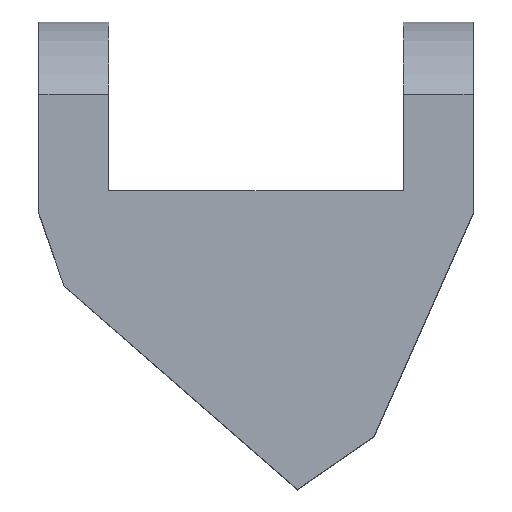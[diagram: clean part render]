
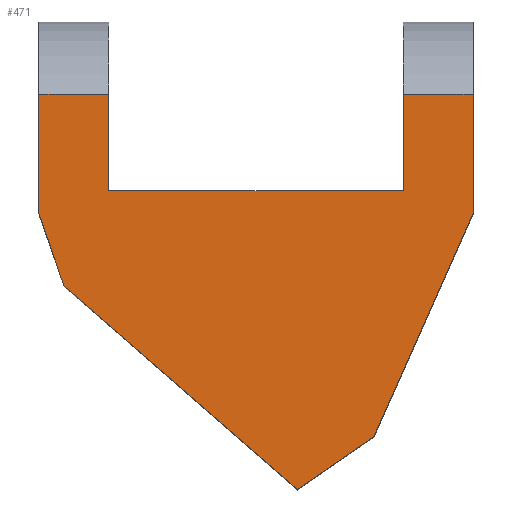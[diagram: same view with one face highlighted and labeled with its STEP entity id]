
A CAD part, top view. The second image highlights one B-rep face of the part: STEP entity #471.
In plain terms, the highlighted planar face has unit normal (0, 0, 1).
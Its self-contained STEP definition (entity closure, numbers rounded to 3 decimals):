
#1 = CARTESIAN_POINT ( 'NONE',  ( 2.084, 22.791, 20. ) ) ;
#9 = CARTESIAN_POINT ( 'NONE',  ( 31.464, 28.004, 20. ) ) ;
#21 = LINE ( 'NONE', #334, #73 ) ;
#22 = LINE ( 'NONE', #51, #112 ) ;
#25 = VERTEX_POINT ( 'NONE', #310 ) ;
#44 = EDGE_CURVE ( 'NONE', #412, #160, #470, .T. ) ;
#51 = CARTESIAN_POINT ( 'NONE',  ( -8.536, 36.57, 20. ) ) ;
#52 = CARTESIAN_POINT ( 'NONE',  ( 31.464, 36.57, 20. ) ) ;
#57 = VERTEX_POINT ( 'NONE', #314 ) ;
#62 = VECTOR ( 'NONE', #173, 1000. ) ;
#68 = ORIENTED_EDGE ( 'NONE', *, *, #366, .T. ) ;
#73 = VECTOR ( 'NONE', #588, 1000. ) ;
#79 = VECTOR ( 'NONE', #587, 1000. ) ;
#83 = ORIENTED_EDGE ( 'NONE', *, *, #267, .T. ) ;
#89 = EDGE_CURVE ( 'NONE', #333, #412, #120, .T. ) ;
#94 = CARTESIAN_POINT ( 'NONE',  ( 0.274, 36.57, 20. ) ) ;
#101 = LINE ( 'NONE', #499, #214 ) ;
#112 = VECTOR ( 'NONE', #617, 1000. ) ;
#114 = PLANE ( 'NONE',  #163 ) ;
#120 = LINE ( 'NONE', #404, #62 ) ;
#125 = LINE ( 'NONE', #182, #283 ) ;
#126 = VECTOR ( 'NONE', #127, 1000. ) ;
#127 = DIRECTION ( 'NONE',  ( 0.327, -0.945, 0. ) ) ;
#140 = DIRECTION ( 'NONE',  ( 0.755, -0.656, 0. ) ) ;
#141 = VECTOR ( 'NONE', #276, 1000. ) ;
#160 = VERTEX_POINT ( 'NONE', #1 ) ;
#163 = AXIS2_PLACEMENT_3D ( 'NONE', #598, #294, #209 ) ;
#172 = CARTESIAN_POINT ( 'NONE',  ( 0.274, 28.02, 20. ) ) ;
#173 = DIRECTION ( 'NONE',  ( 0., -1., 0. ) ) ;
#182 = CARTESIAN_POINT ( 'NONE',  ( -8.536, 36.57, 20. ) ) ;
#185 = VERTEX_POINT ( 'NONE', #479 ) ;
#204 = ORIENTED_EDGE ( 'NONE', *, *, #228, .F. ) ;
#207 = LINE ( 'NONE', #583, #79 ) ;
#209 = DIRECTION ( 'NONE',  ( 1., 0., 0. ) ) ;
#213 = EDGE_CURVE ( 'NONE', #160, #269, #390, .T. ) ;
#214 = VECTOR ( 'NONE', #501, 1000. ) ;
#228 = EDGE_CURVE ( 'NONE', #437, #362, #22, .T. ) ;
#256 = ORIENTED_EDGE ( 'NONE', *, *, #554, .T. ) ;
#261 = EDGE_CURVE ( 'NONE', #333, #475, #125, .T. ) ;
#267 = EDGE_CURVE ( 'NONE', #57, #25, #514, .T. ) ;
#269 = VERTEX_POINT ( 'NONE', #476 ) ;
#276 = DIRECTION ( 'NONE',  ( -1., 0., 0. ) ) ;
#282 = EDGE_CURVE ( 'NONE', #185, #362, #539, .T. ) ;
#283 = VECTOR ( 'NONE', #370, 1000. ) ;
#294 = DIRECTION ( 'NONE',  ( 0., 0., 1. ) ) ;
#301 = CARTESIAN_POINT ( 'NONE',  ( 0.274, 28.02, 20. ) ) ;
#307 = FACE_OUTER_BOUND ( 'NONE', #350, .T. ) ;
#310 = CARTESIAN_POINT ( 'NONE',  ( 5.274, 29.637, 20. ) ) ;
#312 = ORIENTED_EDGE ( 'NONE', *, *, #44, .T. ) ;
#314 = CARTESIAN_POINT ( 'NONE',  ( 26.464, 29.637, 20. ) ) ;
#325 = ORIENTED_EDGE ( 'NONE', *, *, #213, .T. ) ;
#333 = VERTEX_POINT ( 'NONE', #94 ) ;
#334 = CARTESIAN_POINT ( 'NONE',  ( 26.464, 45.137, 20. ) ) ;
#341 = DIRECTION ( 'NONE',  ( 0.406, 0.914, 0. ) ) ;
#342 = ORIENTED_EDGE ( 'NONE', *, *, #89, .T. ) ;
#345 = EDGE_CURVE ( 'NONE', #437, #57, #21, .T. ) ;
#350 = EDGE_LOOP ( 'NONE', ( #597, #342, #312, #325, #256, #68, #385, #204, #580, #83, #591 ) ) ;
#362 = VERTEX_POINT ( 'NONE', #52 ) ;
#366 = EDGE_CURVE ( 'NONE', #451, #185, #530, .T. ) ;
#370 = DIRECTION ( 'NONE',  ( 1., 0., 0. ) ) ;
#380 = DIRECTION ( 'NONE',  ( 0., 1., 0. ) ) ;
#381 = VECTOR ( 'NONE', #380, 1000. ) ;
#385 = ORIENTED_EDGE ( 'NONE', *, *, #282, .T. ) ;
#390 = LINE ( 'NONE', #520, #576 ) ;
#391 = CARTESIAN_POINT ( 'NONE',  ( 5.274, 36.57, 20. ) ) ;
#404 = CARTESIAN_POINT ( 'NONE',  ( 0.274, 45.137, 20. ) ) ;
#412 = VERTEX_POINT ( 'NONE', #301 ) ;
#415 = CARTESIAN_POINT ( 'NONE',  ( 26.464, 29.637, 20. ) ) ;
#432 = EDGE_CURVE ( 'NONE', #25, #475, #101, .T. ) ;
#437 = VERTEX_POINT ( 'NONE', #441 ) ;
#441 = CARTESIAN_POINT ( 'NONE',  ( 26.464, 36.57, 20. ) ) ;
#443 = CARTESIAN_POINT ( 'NONE',  ( 24.337, 11.972, 20. ) ) ;
#451 = VERTEX_POINT ( 'NONE', #443 ) ;
#470 = LINE ( 'NONE', #172, #126 ) ;
#471 = ADVANCED_FACE ( 'NONE', ( #307 ), #114, .T. ) ;
#475 = VERTEX_POINT ( 'NONE', #391 ) ;
#476 = CARTESIAN_POINT ( 'NONE',  ( 18.874, 8.19, 20. ) ) ;
#479 = CARTESIAN_POINT ( 'NONE',  ( 31.464, 28.004, 20. ) ) ;
#481 = CARTESIAN_POINT ( 'NONE',  ( 24.337, 11.972, 20. ) ) ;
#485 = VECTOR ( 'NONE', #341, 1000. ) ;
#499 = CARTESIAN_POINT ( 'NONE',  ( 5.274, 29.637, 20. ) ) ;
#501 = DIRECTION ( 'NONE',  ( 0., 1., 0. ) ) ;
#514 = LINE ( 'NONE', #415, #141 ) ;
#520 = CARTESIAN_POINT ( 'NONE',  ( 2.084, 22.791, 20. ) ) ;
#530 = LINE ( 'NONE', #481, #485 ) ;
#539 = LINE ( 'NONE', #9, #381 ) ;
#554 = EDGE_CURVE ( 'NONE', #269, #451, #207, .T. ) ;
#576 = VECTOR ( 'NONE', #140, 1000. ) ;
#580 = ORIENTED_EDGE ( 'NONE', *, *, #345, .T. ) ;
#583 = CARTESIAN_POINT ( 'NONE',  ( 18.874, 8.19, 20. ) ) ;
#587 = DIRECTION ( 'NONE',  ( 0.822, 0.569, 0. ) ) ;
#588 = DIRECTION ( 'NONE',  ( 0., -1., 0. ) ) ;
#591 = ORIENTED_EDGE ( 'NONE', *, *, #432, .T. ) ;
#597 = ORIENTED_EDGE ( 'NONE', *, *, #261, .F. ) ;
#598 = CARTESIAN_POINT ( 'NONE',  ( 0., 0., 20. ) ) ;
#617 = DIRECTION ( 'NONE',  ( 1., 0., 0. ) ) ;
